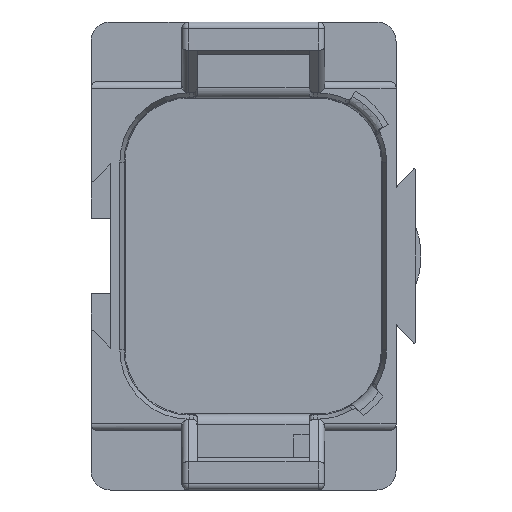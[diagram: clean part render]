
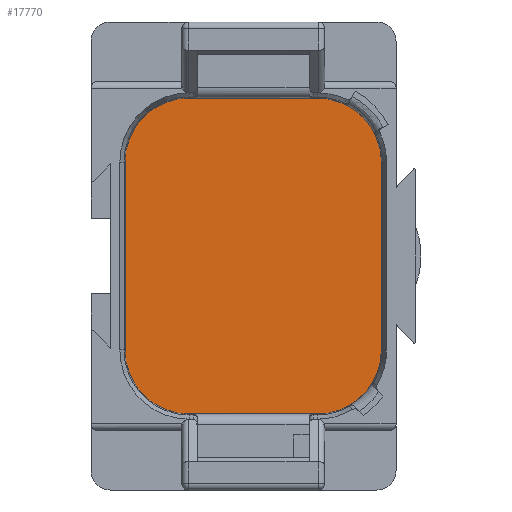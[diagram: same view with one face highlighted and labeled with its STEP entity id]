
A CAD part, front view. The second image highlights one B-rep face of the part: STEP entity #17770.
In plain terms, the highlighted planar face has unit normal (0, -1, 0).
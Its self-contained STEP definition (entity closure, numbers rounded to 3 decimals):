
#1442=CARTESIAN_POINT('',(-4.985,16.1,7.3));
#1443=DIRECTION('',(0.,-1.,0.));
#1444=DIRECTION('',(0.,0.,1.));
#1445=AXIS2_PLACEMENT_3D('',#1442,#1443,#1444);
#1447=DIRECTION('',(-1.,0.,0.));
#1448=VECTOR('',#1447,9.97);
#1449=CARTESIAN_POINT('',(4.985,16.1,12.275));
#1450=LINE('',#1449,#1448);
#1451=CARTESIAN_POINT('',(4.985,16.1,7.3));
#1452=DIRECTION('',(0.,-1.,0.));
#1453=DIRECTION('',(1.,0.,0.));
#1454=AXIS2_PLACEMENT_3D('',#1451,#1452,#1453);
#1456=DIRECTION('',(0.,0.,1.));
#1457=VECTOR('',#1456,14.6);
#1458=CARTESIAN_POINT('',(9.96,16.1,-7.3));
#1459=LINE('',#1458,#1457);
#1460=CARTESIAN_POINT('',(4.985,16.1,-7.3));
#1461=DIRECTION('',(0.,-1.,0.));
#1462=DIRECTION('',(0.,0.,-1.));
#1463=AXIS2_PLACEMENT_3D('',#1460,#1461,#1462);
#1465=DIRECTION('',(1.,0.,0.));
#1466=VECTOR('',#1465,9.97);
#1467=CARTESIAN_POINT('',(-4.985,16.1,-12.275));
#1468=LINE('',#1467,#1466);
#1469=CARTESIAN_POINT('',(-4.985,16.1,-7.3));
#1470=DIRECTION('',(0.,-1.,0.));
#1471=DIRECTION('',(-1.,0.,0.));
#1472=AXIS2_PLACEMENT_3D('',#1469,#1470,#1471);
#1474=DIRECTION('',(0.,0.,-1.));
#1475=VECTOR('',#1474,14.6);
#1476=CARTESIAN_POINT('',(-9.96,16.1,7.3));
#1477=LINE('',#1476,#1475);
#12232=CARTESIAN_POINT('',(-4.985,16.1,12.275));
#12233=CARTESIAN_POINT('',(-9.96,16.1,7.3));
#12234=VERTEX_POINT('',#12232);
#12235=VERTEX_POINT('',#12233);
#12236=CARTESIAN_POINT('',(9.96,16.1,7.3));
#12237=CARTESIAN_POINT('',(4.985,16.1,12.275));
#12238=VERTEX_POINT('',#12236);
#12239=VERTEX_POINT('',#12237);
#12240=CARTESIAN_POINT('',(4.985,16.1,-12.275));
#12241=CARTESIAN_POINT('',(9.96,16.1,-7.3));
#12242=VERTEX_POINT('',#12240);
#12243=VERTEX_POINT('',#12241);
#12244=CARTESIAN_POINT('',(-9.96,16.1,-7.3));
#12245=CARTESIAN_POINT('',(-4.985,16.1,-12.275));
#12246=VERTEX_POINT('',#12244);
#12247=VERTEX_POINT('',#12245);
#17749=CARTESIAN_POINT('',(0.,16.1,0.));
#17750=DIRECTION('',(0.,-1.,0.));
#17751=DIRECTION('',(0.,0.,1.));
#17752=AXIS2_PLACEMENT_3D('',#17749,#17750,#17751);
#17753=PLANE('',#17752);
#17754=ORIENTED_EDGE('',*,*,#17742,.F.);
#17755=ORIENTED_EDGE('',*,*,#17672,.F.);
#17757=ORIENTED_EDGE('',*,*,#17756,.F.);
#17759=ORIENTED_EDGE('',*,*,#17758,.F.);
#17761=ORIENTED_EDGE('',*,*,#17760,.F.);
#17763=ORIENTED_EDGE('',*,*,#17762,.F.);
#17765=ORIENTED_EDGE('',*,*,#17764,.F.);
#17767=ORIENTED_EDGE('',*,*,#17766,.F.);
#17768=EDGE_LOOP('',(#17754,#17755,#17757,#17759,#17761,#17763,#17765,#17767));
#17769=FACE_OUTER_BOUND('',#17768,.F.);
#17770=ADVANCED_FACE('',(#17769),#17753,.T.);
#1446=CIRCLE('',#1445,4.975);
#1455=CIRCLE('',#1454,4.975);
#1464=CIRCLE('',#1463,4.975);
#1473=CIRCLE('',#1472,4.975);
#17672=EDGE_CURVE('',#12239,#12234,#1450,.T.);
#17742=EDGE_CURVE('',#12234,#12235,#1446,.T.);
#17756=EDGE_CURVE('',#12238,#12239,#1455,.T.);
#17758=EDGE_CURVE('',#12243,#12238,#1459,.T.);
#17760=EDGE_CURVE('',#12242,#12243,#1464,.T.);
#17762=EDGE_CURVE('',#12247,#12242,#1468,.T.);
#17764=EDGE_CURVE('',#12246,#12247,#1473,.T.);
#17766=EDGE_CURVE('',#12235,#12246,#1477,.T.);
